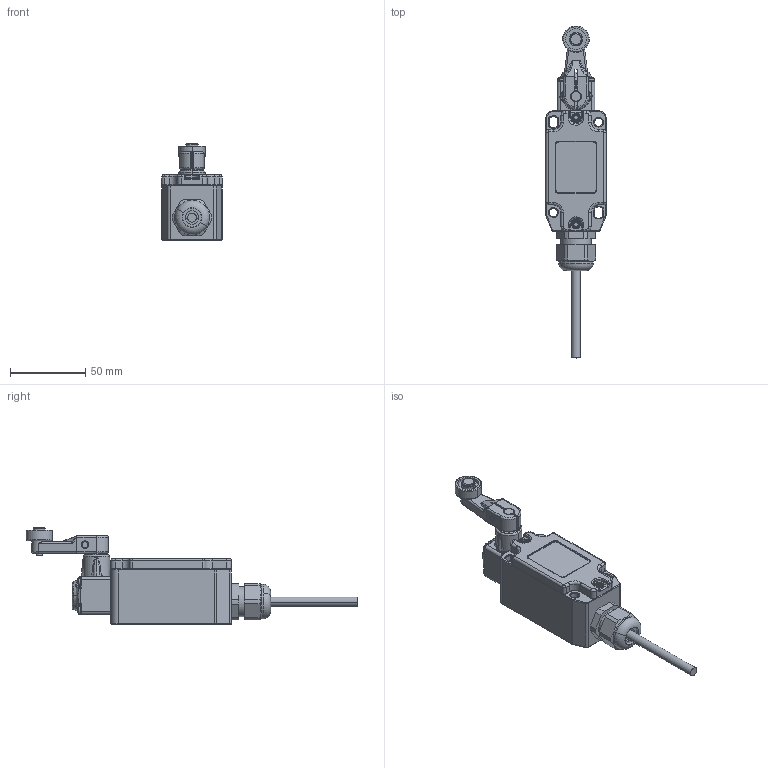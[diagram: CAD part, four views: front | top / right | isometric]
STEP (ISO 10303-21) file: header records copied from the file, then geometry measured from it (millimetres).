
FILE_DESCRIPTION (( 'STEP AP214' ), '1' );
FILE_NAME ('HLM-EX-174015.STEP', '2021-06-08T20:56:24', ( '' ), ( '' ), 'SwSTEP 2.0', 'SolidWorks 2021', '' );
FILE_SCHEMA (( 'AUTOMOTIVE_DESIGN' ));
Length unit declared in the file: inch
Products named in the file (1): HLM-EX-174015
Bounding box: 40 x 220.25 x 64 mm (x, y, z)
Volume: 97194.1 mm3; surface area: 58686.1 mm2
Topology: 15 solids, 15 shells, 2541 faces, 5657 edges, 3138 vertices
Faces by surface type: cone 936, cylinder 609, plane 508, bspline 486, torus 2
Full cylindrical faces by diameter (mm): 9 x1, 12.5 x1, 15 x2, 20 x2
Entity records: 83832 total; most frequent: CARTESIAN_POINT 31230, ORIENTED_EDGE 11154, DIRECTION 10802, EDGE_CURVE 5577, AXIS2_PLACEMENT_3D 4446, VERTEX_POINT 3135, EDGE_LOOP 2648, FACE_OUTER_BOUND 2547
